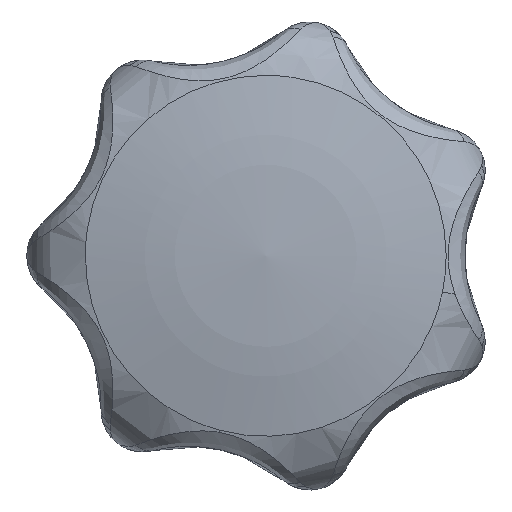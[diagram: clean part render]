
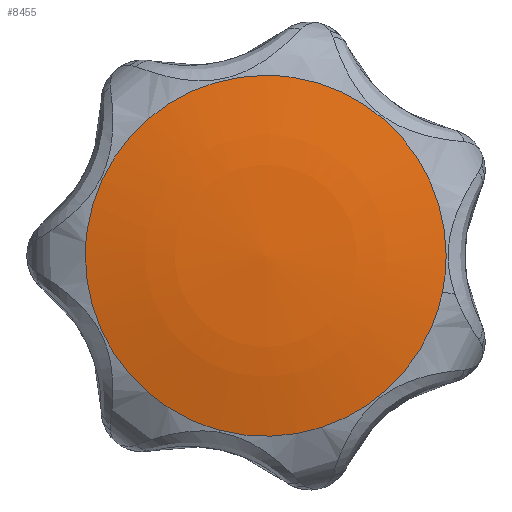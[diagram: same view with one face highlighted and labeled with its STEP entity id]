
A CAD part, top view. The second image highlights one B-rep face of the part: STEP entity #8455.
In plain terms, the highlighted free-form (B-spline) face has degree [2, 2] with [4, 4] control points.
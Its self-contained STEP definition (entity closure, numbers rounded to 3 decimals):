
#1390=CARTESIAN_POINT('',(-12.078,0.0,18.682));
#1391=VERTEX_POINT('',#1390);
#1392=CARTESIAN_POINT('',(-3.085,-11.678,18.682));
#1393=VERTEX_POINT('',#1392);
#1394=CARTESIAN_POINT('',(-12.078,0.0,18.682));
#1395=CARTESIAN_POINT('',(-12.078,-0.702,18.682));
#1396=CARTESIAN_POINT('',(-11.952,-2.147,18.682));
#1397=CARTESIAN_POINT('',(-11.439,-4.027,18.682));
#1398=CARTESIAN_POINT('',(-10.797,-5.461,18.682));
#1399=CARTESIAN_POINT('',(-10.158,-6.571,18.682));
#1400=CARTESIAN_POINT('',(-9.4,-7.631,18.682));
#1401=CARTESIAN_POINT('',(-8.381,-8.745,18.682));
#1402=CARTESIAN_POINT('',(-7.21,-9.73,18.682));
#1403=CARTESIAN_POINT('',(-6.081,-10.46,18.682));
#1404=CARTESIAN_POINT('',(-4.738,-11.148,18.682));
#1405=CARTESIAN_POINT('',(-3.764,-11.499,18.682));
#1406=CARTESIAN_POINT('',(-3.085,-11.678,18.682));
#1407=B_SPLINE_CURVE_WITH_KNOTS('',3,(#1394,#1395,#1396,#1397,#1398,#1399,#1400,#1401,#1402,#1403,#1404,#1405,#1406),.UNSPECIFIED.,.F.,.U.,(4,1,1,1,1,1,1,1,1,1,4),(0.,2.105,4.335,5.821,6.812,8.174,9.722,11.332,12.757,13.748,15.853),.UNSPECIFIED.);
#1408=EDGE_CURVE('',#1391,#1393,#1407,.T.);
#1410=CARTESIAN_POINT('',(0.,12.078,18.682));
#1411=VERTEX_POINT('',#1410);
#1412=CARTESIAN_POINT('',(0.,12.078,18.682));
#1413=CARTESIAN_POINT('',(-0.716,12.078,18.682));
#1414=CARTESIAN_POINT('',(-1.976,11.966,18.682));
#1415=CARTESIAN_POINT('',(-3.537,11.575,18.682));
#1416=CARTESIAN_POINT('',(-4.859,11.084,18.682));
#1417=CARTESIAN_POINT('',(-6.01,10.509,18.682));
#1418=CARTESIAN_POINT('',(-7.438,9.573,18.682));
#1419=CARTESIAN_POINT('',(-8.81,8.353,18.682));
#1420=CARTESIAN_POINT('',(-9.947,6.914,18.682));
#1421=CARTESIAN_POINT('',(-10.732,5.596,18.682));
#1422=CARTESIAN_POINT('',(-11.305,4.334,18.682));
#1423=CARTESIAN_POINT('',(-11.761,2.895,18.682));
#1424=CARTESIAN_POINT('',(-12.024,1.433,18.682));
#1425=CARTESIAN_POINT('',(-12.078,0.445,18.682));
#1426=CARTESIAN_POINT('',(-12.078,0.0,18.682));
#1427=B_SPLINE_CURVE_WITH_KNOTS('',3,(#1412,#1413,#1414,#1415,#1416,#1417,#1418,#1419,#1420,#1421,#1422,#1423,#1424,#1425,#1426),.UNSPECIFIED.,.F.,.U.,(4,1,1,1,1,1,1,1,1,1,1,1,4),(0.,2.149,3.78,4.817,6.374,7.634,9.931,11.858,13.118,14.526,16.008,17.639,18.973),.UNSPECIFIED.);
#1428=EDGE_CURVE('',#1411,#1391,#1427,.T.);
#1430=CARTESIAN_POINT('',(12.078,0.0,18.682));
#1431=VERTEX_POINT('',#1430);
#1432=CARTESIAN_POINT('',(12.078,0.0,18.682));
#1433=CARTESIAN_POINT('',(12.079,0.791,18.682));
#1434=CARTESIAN_POINT('',(11.954,2.05,18.682));
#1435=CARTESIAN_POINT('',(11.481,3.87,18.682));
#1436=CARTESIAN_POINT('',(10.916,5.246,18.682));
#1437=CARTESIAN_POINT('',(10.209,6.494,18.682));
#1438=CARTESIAN_POINT('',(9.508,7.483,18.682));
#1439=CARTESIAN_POINT('',(8.564,8.563,18.682));
#1440=CARTESIAN_POINT('',(7.305,9.683,18.682));
#1441=CARTESIAN_POINT('',(5.905,10.576,18.682));
#1442=CARTESIAN_POINT('',(4.629,11.175,18.682));
#1443=CARTESIAN_POINT('',(3.396,11.62,18.682));
#1444=CARTESIAN_POINT('',(1.853,11.982,18.682));
#1445=CARTESIAN_POINT('',(0.642,12.078,18.682));
#1446=CARTESIAN_POINT('',(0.,12.078,18.682));
#1447=B_SPLINE_CURVE_WITH_KNOTS('',3,(#1432,#1433,#1434,#1435,#1436,#1437,#1438,#1439,#1440,#1441,#1442,#1443,#1444,#1445,#1446),.UNSPECIFIED.,.F.,.U.,(4,1,1,1,1,1,1,1,1,1,1,1,4),(0.,2.372,3.78,5.633,6.818,8.078,9.264,11.117,13.118,14.23,15.341,17.046,18.973),.UNSPECIFIED.);
#1448=EDGE_CURVE('',#1431,#1411,#1447,.T.);
#1450=CARTESIAN_POINT('',(11.835,-2.412,18.682));
#1451=VERTEX_POINT('',#1450);
#1452=CARTESIAN_POINT('',(11.835,-2.412,18.682));
#1453=CARTESIAN_POINT('',(11.997,-1.619,18.682));
#1454=CARTESIAN_POINT('',(12.078,-0.81,18.682));
#1455=CARTESIAN_POINT('',(12.078,0.0,18.682));
#1456=B_SPLINE_CURVE_WITH_KNOTS('',3,(#1452,#1453,#1454,#1455),.UNSPECIFIED.,.F.,.U.,(4,4),(0.,2.429),.UNSPECIFIED.);
#1457=EDGE_CURVE('',#1451,#1431,#1456,.T.);
#2037=CARTESIAN_POINT('',(-3.085,-11.678,18.682));
#2038=CARTESIAN_POINT('',(-2.565,-11.815,18.682));
#2039=CARTESIAN_POINT('',(-1.608,-12.001,18.682));
#2040=CARTESIAN_POINT('',(-0.252,-12.097,18.682));
#2041=CARTESIAN_POINT('',(1.029,-12.057,18.682));
#2042=CARTESIAN_POINT('',(2.248,-11.89,18.682));
#2043=CARTESIAN_POINT('',(3.493,-11.584,18.682));
#2044=CARTESIAN_POINT('',(4.894,-11.084,18.682));
#2045=CARTESIAN_POINT('',(6.307,-10.35,18.682));
#2046=CARTESIAN_POINT('',(7.766,-9.303,18.682));
#2047=CARTESIAN_POINT('',(8.955,-8.167,18.682));
#2048=CARTESIAN_POINT('',(10.079,-6.734,18.682));
#2049=CARTESIAN_POINT('',(11.137,-4.883,18.682));
#2050=CARTESIAN_POINT('',(11.646,-3.341,18.682));
#2051=CARTESIAN_POINT('',(11.835,-2.412,18.682));
#2052=B_SPLINE_CURVE_WITH_KNOTS('',3,(#2037,#2038,#2039,#2040,#2041,#2042,#2043,#2044,#2045,#2046,#2047,#2048,#2049,#2050,#2051),.UNSPECIFIED.,.F.,.U.,(4,1,1,1,1,1,1,1,1,1,1,1,4),(0.,1.613,2.919,4.071,5.454,6.606,7.912,9.909,11.368,13.289,14.825,16.822,19.664),.UNSPECIFIED.);
#2053=EDGE_CURVE('',#1393,#1451,#2052,.T.);
#8424=CARTESIAN_POINT('',(-13.067,-13.066,16.863));
#8425=CARTESIAN_POINT('',(-6.626,-13.251,18.41));
#8426=CARTESIAN_POINT('',(6.626,-13.251,18.41));
#8427=CARTESIAN_POINT('',(13.067,-13.066,16.863));
#8428=CARTESIAN_POINT('',(-13.252,-6.626,18.409));
#8429=CARTESIAN_POINT('',(-6.722,-6.721,20.));
#8430=CARTESIAN_POINT('',(6.722,-6.721,20.));
#8431=CARTESIAN_POINT('',(13.252,-6.626,18.409));
#8432=CARTESIAN_POINT('',(-13.252,6.626,18.409));
#8433=CARTESIAN_POINT('',(-6.722,6.722,20.));
#8434=CARTESIAN_POINT('',(6.722,6.722,20.));
#8435=CARTESIAN_POINT('',(13.252,6.626,18.409));
#8436=CARTESIAN_POINT('',(-13.067,13.067,16.863));
#8437=CARTESIAN_POINT('',(-6.626,13.252,18.409));
#8438=CARTESIAN_POINT('',(6.626,13.252,18.409));
#8439=CARTESIAN_POINT('',(13.067,13.067,16.863));
#8447=(BOUNDED_SURFACE()B_SPLINE_SURFACE(2,2,((#8424,#8428,#8432,#8436),(#8425,#8429,#8433,#8437),(#8426,#8430,#8434,#8438),(#8427,#8431,#8435,#8439)),.UNSPECIFIED.,.F.,.F.,.U.)B_SPLINE_SURFACE_WITH_KNOTS((3,1,3),(3,1,3),(14.117,27.152,40.188),(14.118,27.152,40.188),.UNSPECIFIED.)GEOMETRIC_REPRESENTATION_ITEM()RATIONAL_B_SPLINE_SURFACE(((1.029,1.014,1.014,1.029),(1.014,1.0,1.0,1.014),(1.014,1.0,1.0,1.014),(1.029,1.014,1.014,1.029)))REPRESENTATION_ITEM('')SURFACE());
#8448=ORIENTED_EDGE('',*,*,#1408,.T.);
#8449=ORIENTED_EDGE('',*,*,#2053,.T.);
#8450=ORIENTED_EDGE('',*,*,#1457,.T.);
#8451=ORIENTED_EDGE('',*,*,#1448,.T.);
#8452=ORIENTED_EDGE('',*,*,#1428,.T.);
#8453=EDGE_LOOP('',(#8448,#8449,#8450,#8451,#8452));
#8454=FACE_OUTER_BOUND('',#8453,.T.);
#8455=ADVANCED_FACE('',(#8454),#8447,.T.);
